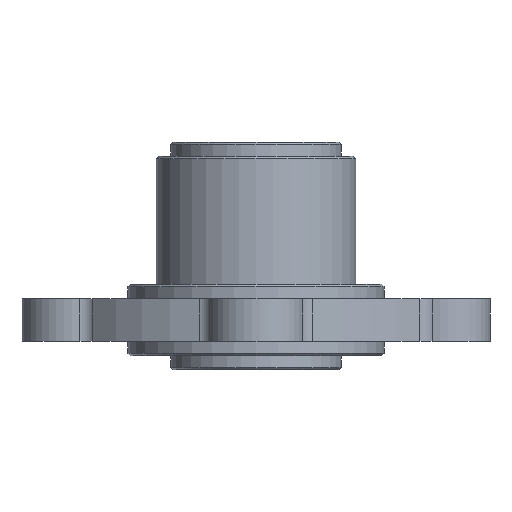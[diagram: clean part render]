
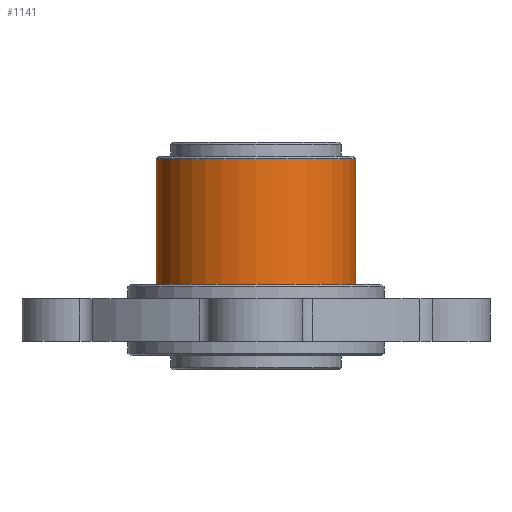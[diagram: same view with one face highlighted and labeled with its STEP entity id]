
A CAD part, left-side view. The second image highlights one B-rep face of the part: STEP entity #1141.
In plain terms, the highlighted cylindrical face has radius 11.113 mm (diameter 22.225 mm), a full revolution.
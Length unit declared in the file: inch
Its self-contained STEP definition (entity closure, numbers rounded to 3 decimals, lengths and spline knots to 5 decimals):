
#34=CYLINDRICAL_SURFACE('',#1288,0.4375);
#147=CIRCLE('',#1287,0.4375);
#148=CIRCLE('',#1289,0.4375);
#191=FACE_OUTER_BOUND('',#272,.T.);
#272=EDGE_LOOP('',(#906,#907,#908,#909));
#360=LINE('',#1967,#442);
#442=VECTOR('',#1580,0.4375);
#571=VERTEX_POINT('',#1963);
#572=VERTEX_POINT('',#1966);
#702=EDGE_CURVE('',#571,#571,#147,.T.);
#703=EDGE_CURVE('',#571,#572,#360,.T.);
#704=EDGE_CURVE('',#572,#572,#148,.T.);
#906=ORIENTED_EDGE('',*,*,#702,.T.);
#907=ORIENTED_EDGE('',*,*,#703,.T.);
#908=ORIENTED_EDGE('',*,*,#704,.T.);
#909=ORIENTED_EDGE('',*,*,#703,.F.);
#1141=ADVANCED_FACE('',(#191),#34,.T.);
#1287=AXIS2_PLACEMENT_3D('',#1964,#1576,#1577);
#1288=AXIS2_PLACEMENT_3D('',#1965,#1578,#1579);
#1289=AXIS2_PLACEMENT_3D('',#1968,#1581,#1582);
#1576=DIRECTION('center_axis',(0.,0.,1.));
#1577=DIRECTION('ref_axis',(1.,0.,0.));
#1578=DIRECTION('center_axis',(0.,0.,-1.));
#1579=DIRECTION('ref_axis',(-1.,0.,0.));
#1580=DIRECTION('',(0.,0.,1.));
#1581=DIRECTION('center_axis',(0.,0.,-1.));
#1582=DIRECTION('ref_axis',(1.,0.,0.));
#1963=CARTESIAN_POINT('',(1.59,1.0269,0.0625));
#1964=CARTESIAN_POINT('Origin',(1.1525,1.0269,0.0625));
#1965=CARTESIAN_POINT('Origin',(1.1525,1.0269,0.625));
#1966=CARTESIAN_POINT('',(1.59,1.0269,0.615));
#1967=CARTESIAN_POINT('',(1.59,1.0269,0.625));
#1968=CARTESIAN_POINT('Origin',(1.1525,1.0269,0.615));
